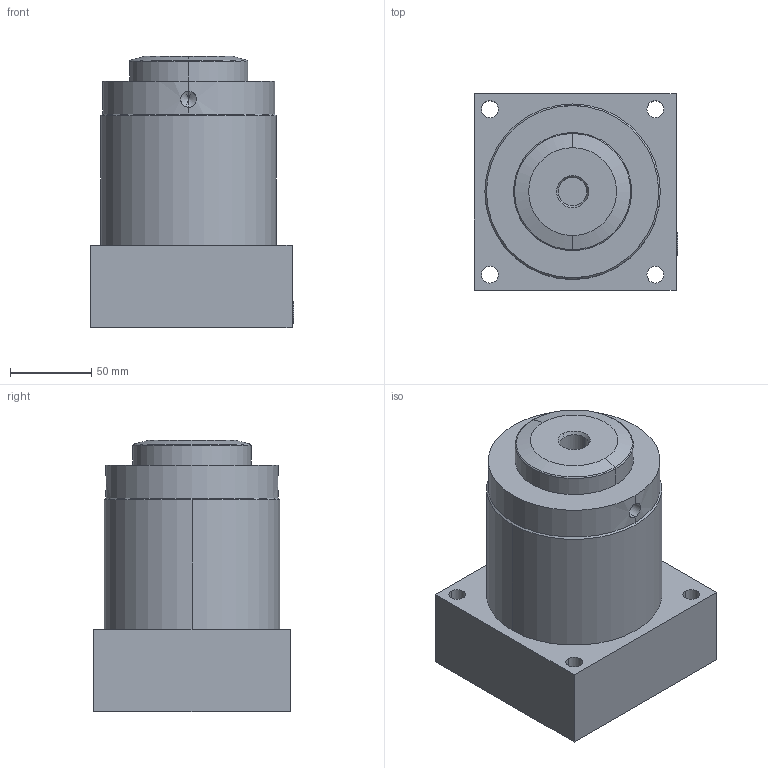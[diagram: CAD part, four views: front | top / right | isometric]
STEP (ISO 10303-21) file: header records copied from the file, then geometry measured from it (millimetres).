
FILE_DESCRIPTION((''),'2;1');
FILE_NAME('ILC10052910','2013-05-17T',('jdw'),(''),'PRO/ENGINEER BY PARAMETRIC TECHNOLOGY CORPORATION, 2007460','PRO/ENGINEER BY PARAMETRIC TECHNOLOGY CORPORATION, 2007460','');
FILE_SCHEMA(('AUTOMOTIVE_DESIGN_CC2 { 1 2 10303 214 -1 1 5 2 }'));
Length unit declared in the file: inch
Products named in the file (1): ILC10052910
Bounding box: 124.84 x 120.65 x 166.52 mm (x, y, z)
Volume: 1701063.8 mm3; surface area: 99972.8 mm2
Topology: 1 solids, 2 shells, 63 faces, 146 edges, 88 vertices
Faces by surface type: cylinder 28, cone 18, plane 15, torus 2
Entity records: 2006 total; most frequent: CARTESIAN_POINT 345, DIRECTION 336, ORIENTED_EDGE 284, EDGE_CURVE 142, AXIS2_PLACEMENT_3D 135, COLOUR_RGB 106, VERTEX_POINT 88, EDGE_LOOP 76
